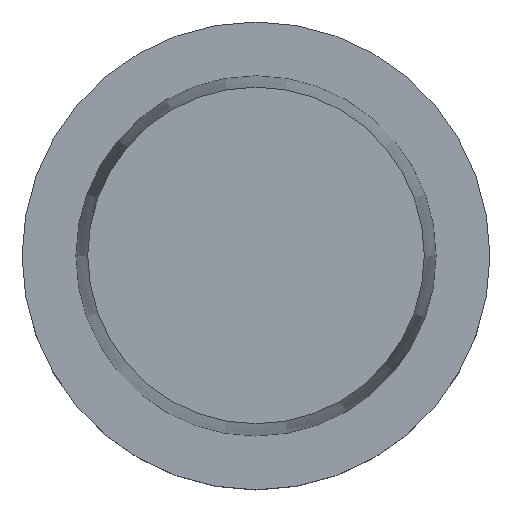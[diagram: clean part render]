
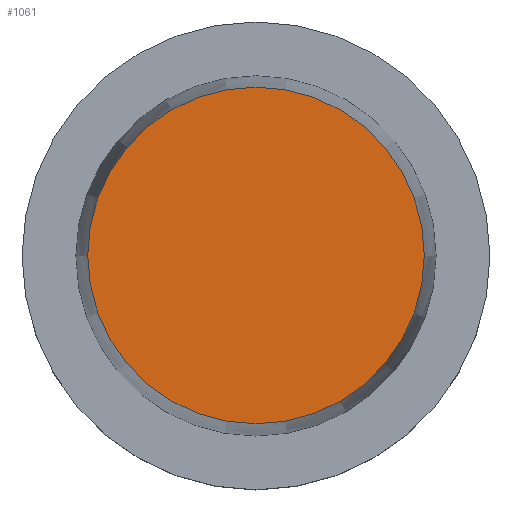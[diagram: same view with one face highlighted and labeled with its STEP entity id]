
A CAD part, top view. The second image highlights one B-rep face of the part: STEP entity #1061.
In plain terms, the highlighted planar face has unit normal (0, 0, 1).
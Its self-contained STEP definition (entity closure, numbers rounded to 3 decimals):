
#720=FACE_OUTER_BOUND('',#1589,.T.);
#866=PLANE('',#3711);
#1061=ADVANCED_FACE('CU_CO_N1_SU_3',(#720),#866,.F.);
#1589=EDGE_LOOP('',(#2183));
#2183=ORIENTED_EDGE('',*,*,#3104,.F.);
#2749=VERTEX_POINT('',#5519);
#3104=EDGE_CURVE('',#2749,#2749,#3390,.T.);
#3390=CIRCLE('',#3710,44.97);
#3710=AXIS2_PLACEMENT_3D('',#5518,#4430,#4431);
#3711=AXIS2_PLACEMENT_3D('',#5520,#4432,#4433);
#4430=DIRECTION('',(0.,0.,-1.));
#4431=DIRECTION('',(-1.,0.,0.));
#4432=DIRECTION('',(0.,0.,-1.));
#4433=DIRECTION('',(-1.,0.,0.));
#5518=CARTESIAN_POINT('',(0.,0.,63.));
#5519=CARTESIAN_POINT('',(-44.97,0.,63.));
#5520=CARTESIAN_POINT('',(0.,0.,63.));
